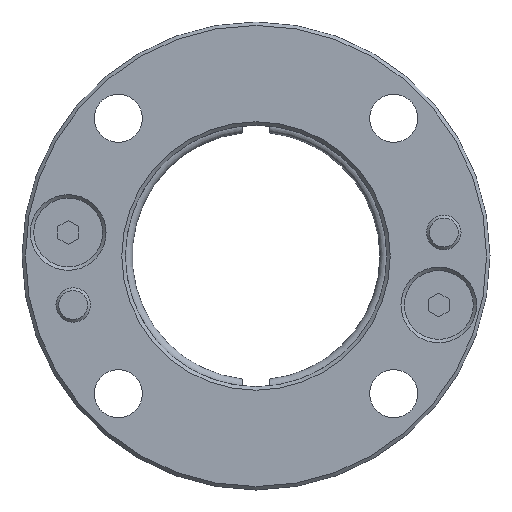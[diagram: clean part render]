
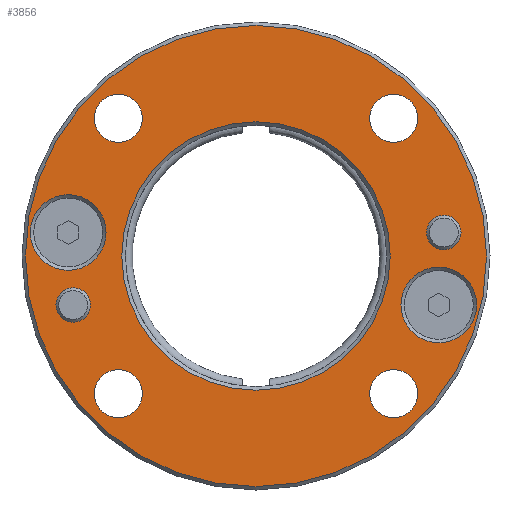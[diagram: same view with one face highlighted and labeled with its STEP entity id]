
A CAD part, front view. The second image highlights one B-rep face of the part: STEP entity #3856.
In plain terms, the highlighted face is planar.
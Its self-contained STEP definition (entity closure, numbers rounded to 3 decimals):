
#311=FACE_BOUND('',#658,.T.);
#312=FACE_BOUND('',#659,.T.);
#313=FACE_BOUND('',#660,.T.);
#314=FACE_BOUND('',#661,.T.);
#315=FACE_BOUND('',#662,.T.);
#316=FACE_BOUND('',#663,.T.);
#317=FACE_BOUND('',#664,.T.);
#318=FACE_BOUND('',#665,.T.);
#319=FACE_BOUND('',#666,.T.);
#348=PLANE('',#4142);
#448=FACE_OUTER_BOUND('',#657,.T.);
#657=EDGE_LOOP('',(#2542));
#658=EDGE_LOOP('',(#2543));
#659=EDGE_LOOP('',(#2544));
#660=EDGE_LOOP('',(#2545));
#661=EDGE_LOOP('',(#2546));
#662=EDGE_LOOP('',(#2547));
#663=EDGE_LOOP('',(#2548));
#664=EDGE_LOOP('',(#2549));
#665=EDGE_LOOP('',(#2550));
#666=EDGE_LOOP('',(#2551));
#1564=CIRCLE('',#4140,5.5);
#1566=CIRCLE('',#4143,33.5);
#1567=CIRCLE('',#4144,5.5);
#1568=CIRCLE('',#4145,2.5);
#1569=CIRCLE('',#4146,2.5);
#1570=CIRCLE('',#4147,3.5);
#1571=CIRCLE('',#4148,3.5);
#1572=CIRCLE('',#4149,3.5);
#1573=CIRCLE('',#4150,3.5);
#1574=CIRCLE('',#4151,19.5);
#1614=VERTEX_POINT('',#5017);
#1616=VERTEX_POINT('',#5023);
#1617=VERTEX_POINT('',#5025);
#1618=VERTEX_POINT('',#5027);
#1619=VERTEX_POINT('',#5029);
#1620=VERTEX_POINT('',#5031);
#1621=VERTEX_POINT('',#5033);
#1622=VERTEX_POINT('',#5035);
#1623=VERTEX_POINT('',#5037);
#1624=VERTEX_POINT('',#5039);
#1983=EDGE_CURVE('',#1614,#1614,#1564,.T.);
#1986=EDGE_CURVE('',#1616,#1616,#1566,.T.);
#1987=EDGE_CURVE('',#1617,#1617,#1567,.T.);
#1988=EDGE_CURVE('',#1618,#1618,#1568,.T.);
#1989=EDGE_CURVE('',#1619,#1619,#1569,.T.);
#1990=EDGE_CURVE('',#1620,#1620,#1570,.T.);
#1991=EDGE_CURVE('',#1621,#1621,#1571,.T.);
#1992=EDGE_CURVE('',#1622,#1622,#1572,.T.);
#1993=EDGE_CURVE('',#1623,#1623,#1573,.T.);
#1994=EDGE_CURVE('',#1624,#1624,#1574,.T.);
#2542=ORIENTED_EDGE('',*,*,#1986,.F.);
#2543=ORIENTED_EDGE('',*,*,#1987,.F.);
#2544=ORIENTED_EDGE('',*,*,#1988,.T.);
#2545=ORIENTED_EDGE('',*,*,#1989,.T.);
#2546=ORIENTED_EDGE('',*,*,#1990,.T.);
#2547=ORIENTED_EDGE('',*,*,#1991,.T.);
#2548=ORIENTED_EDGE('',*,*,#1992,.T.);
#2549=ORIENTED_EDGE('',*,*,#1993,.T.);
#2550=ORIENTED_EDGE('',*,*,#1994,.F.);
#2551=ORIENTED_EDGE('',*,*,#1983,.F.);
#3856=ADVANCED_FACE('',(#448,#311,#312,#313,#314,#315,#316,#317,#318,#319),
#348,.T.);
#4140=AXIS2_PLACEMENT_3D('',#5018,#4325,#4326);
#4142=AXIS2_PLACEMENT_3D('',#5022,#4330,#4331);
#4143=AXIS2_PLACEMENT_3D('',#5024,#4332,#4333);
#4144=AXIS2_PLACEMENT_3D('',#5026,#4334,#4335);
#4145=AXIS2_PLACEMENT_3D('',#5028,#4336,#4337);
#4146=AXIS2_PLACEMENT_3D('',#5030,#4338,#4339);
#4147=AXIS2_PLACEMENT_3D('',#5032,#4340,#4341);
#4148=AXIS2_PLACEMENT_3D('',#5034,#4342,#4343);
#4149=AXIS2_PLACEMENT_3D('',#5036,#4344,#4345);
#4150=AXIS2_PLACEMENT_3D('',#5038,#4346,#4347);
#4151=AXIS2_PLACEMENT_3D('',#5040,#4348,#4349);
#4325=DIRECTION('center_axis',(0.,1.,0.));
#4326=DIRECTION('ref_axis',(1.,0.,0.));
#4330=DIRECTION('center_axis',(0.,1.,0.));
#4331=DIRECTION('ref_axis',(0.,0.,1.));
#4332=DIRECTION('center_axis',(0.,-1.,0.));
#4333=DIRECTION('ref_axis',(1.,0.,0.));
#4334=DIRECTION('center_axis',(0.,1.,0.));
#4335=DIRECTION('ref_axis',(1.,0.,0.));
#4336=DIRECTION('center_axis',(0.,-1.,0.));
#4337=DIRECTION('ref_axis',(1.,0.,0.));
#4338=DIRECTION('center_axis',(0.,-1.,0.));
#4339=DIRECTION('ref_axis',(1.,0.,0.));
#4340=DIRECTION('center_axis',(0.,-1.,0.));
#4341=DIRECTION('ref_axis',(-1.,0.,0.));
#4342=DIRECTION('center_axis',(0.,-1.,0.));
#4343=DIRECTION('ref_axis',(-1.,0.,0.));
#4344=DIRECTION('center_axis',(0.,-1.,0.));
#4345=DIRECTION('ref_axis',(-1.,0.,0.));
#4346=DIRECTION('center_axis',(0.,-1.,0.));
#4347=DIRECTION('ref_axis',(-1.,0.,0.));
#4348=DIRECTION('center_axis',(0.,1.,0.));
#4349=DIRECTION('ref_axis',(1.,0.,0.));
#5017=CARTESIAN_POINT('',(21.063,9.,7.118));
#5018=CARTESIAN_POINT('Origin',(26.563,9.,7.118));
#5022=CARTESIAN_POINT('Origin',(-26.5,9.,0.));
#5023=CARTESIAN_POINT('',(-33.5,9.,0.));
#5024=CARTESIAN_POINT('Origin',(0.,9.,0.));
#5025=CARTESIAN_POINT('',(-32.787,9.,-3.413));
#5026=CARTESIAN_POINT('Origin',(-27.287,9.,-3.413));
#5027=CARTESIAN_POINT('',(24.787,9.,-3.413));
#5028=CARTESIAN_POINT('Origin',(27.287,9.,-3.413));
#5029=CARTESIAN_POINT('',(-29.063,9.,7.118));
#5030=CARTESIAN_POINT('Origin',(-26.563,9.,7.118));
#5031=CARTESIAN_POINT('',(-16.511,9.,-20.011));
#5032=CARTESIAN_POINT('Origin',(-20.011,9.,-20.011));
#5033=CARTESIAN_POINT('',(23.511,9.,-20.011));
#5034=CARTESIAN_POINT('Origin',(20.011,9.,-20.011));
#5035=CARTESIAN_POINT('',(-16.511,9.,20.011));
#5036=CARTESIAN_POINT('Origin',(-20.011,9.,20.011));
#5037=CARTESIAN_POINT('',(23.511,9.,20.011));
#5038=CARTESIAN_POINT('Origin',(20.011,9.,20.011));
#5039=CARTESIAN_POINT('',(-19.5,9.,0.));
#5040=CARTESIAN_POINT('Origin',(0.,9.,0.));
